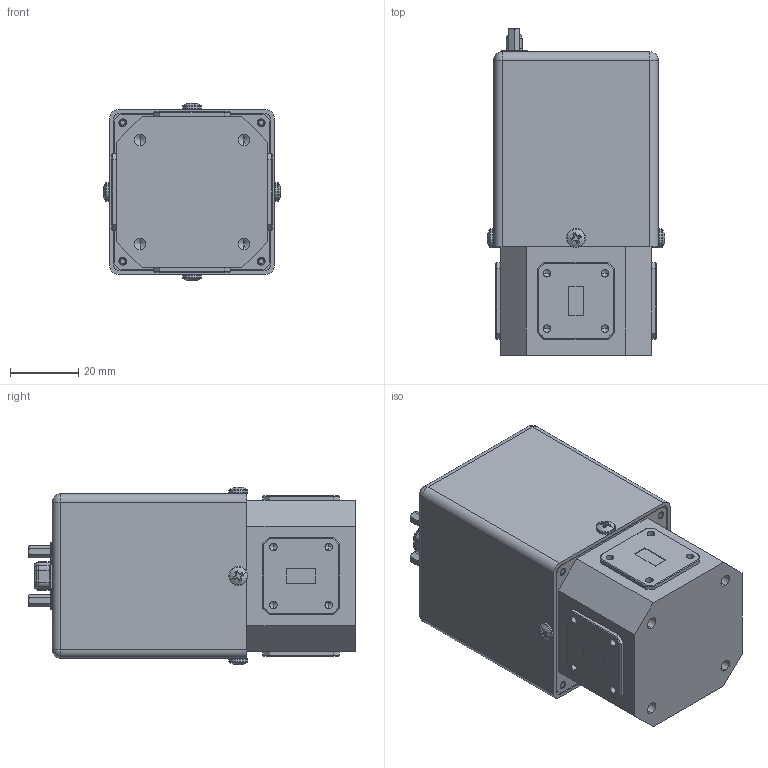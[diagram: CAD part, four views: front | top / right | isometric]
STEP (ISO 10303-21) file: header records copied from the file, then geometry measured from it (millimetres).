
FILE_DESCRIPTION (( 'STEP AP214' ), '1' );
FILE_NAME ('WJ-L3, DF.STEP', '2025-10-23T19:37:52', ( '' ), ( '' ), 'SwSTEP 2.0', 'SolidWorks 2021', '' );
FILE_SCHEMA (( 'AUTOMOTIVE_DESIGN' ));
Length unit declared in the file: inch
Products named in the file (1): WJ-L3, DF
Bounding box: 52.18 x 95.72 x 52.18 mm (x, y, z)
Volume: 193445.3 mm3; surface area: 24681.4 mm2
Topology: 1 solids, 5 shells, 948 faces, 2533 edges, 1605 vertices
Faces by surface type: cylinder 486, plane 272, cone 106, bspline 42, torus 30, sphere 12
Entity records: 38387 total; most frequent: CARTESIAN_POINT 16717, ORIENTED_EDGE 4942, DIRECTION 4177, EDGE_CURVE 2471, VERTEX_POINT 1605, AXIS2_PLACEMENT_3D 1555, VECTOR 1067, LINE 1067
